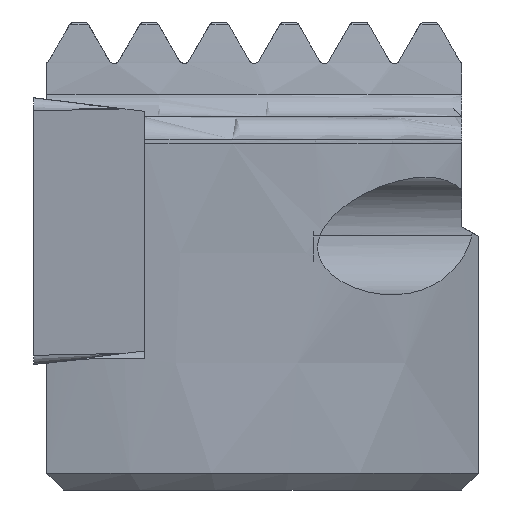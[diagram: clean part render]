
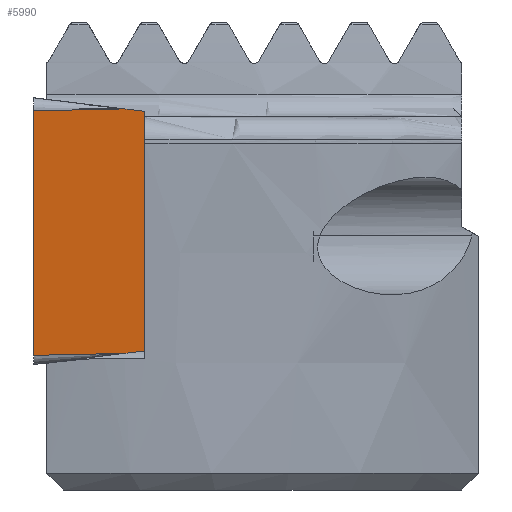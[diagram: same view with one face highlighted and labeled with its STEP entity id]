
A CAD part, left-side view. The second image highlights one B-rep face of the part: STEP entity #5990.
In plain terms, the highlighted planar face has unit normal (-0.978, -0.122, -0.172).
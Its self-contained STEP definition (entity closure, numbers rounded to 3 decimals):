
#5876=VERTEX_POINT('NONE',#15965);
#5990=ADVANCED_FACE('NONE',(#16085),#16086,.T.);
#6142=VERTEX_POINT('NONE',#16252);
#7534=VERTEX_POINT('NONE',#17784);
#8134=EDGE_CURVE('NONE',#11564,#6142,#18450,.T.);
#8744=EDGE_CURVE('NONE',#5876,#13564,#19116,.T.);
#9778=EDGE_CURVE('NONE',#13564,#7534,#20268,.T.);
#10980=EDGE_CURVE('NONE',#5876,#14292,#21586,.T.);
#11564=VERTEX_POINT('NONE',#22218);
#11958=EDGE_CURVE('NONE',#14292,#6142,#22654,.T.);
#13564=VERTEX_POINT('NONE',#24402);
#13610=EDGE_CURVE('NONE',#7534,#11564,#24451,.T.);
#14292=VERTEX_POINT('NONE',#25217);
#15965=CARTESIAN_POINT('',(0.504,-3.97,-0.487));
#16085=FACE_OUTER_BOUND('',#30301,.T.);
#16086=PLANE('',#30302);
#16252=CARTESIAN_POINT('',(0.006,0.,-0.469));
#17784=CARTESIAN_POINT('',(1.938,-3.258,-9.125));
#18450=LINE('',#38978,#38979);
#19116=LINE('',#41233,#41234);
#20268=LINE('',#45085,#45086);
#21586=LINE('',#49818,#49819);
#22218=CARTESIAN_POINT('',(1.545,0.,-9.194));
#22654=LINE('',#53786,#53787);
#24402=CARTESIAN_POINT('',(2.012,-3.97,-9.038));
#24451=LINE('',#59685,#59686);
#25217=CARTESIAN_POINT('',(0.4,-3.258,-0.4));
#30301=EDGE_LOOP('',(#67355,#67356,#67357,#67358,#67359,#67360));
#30302=AXIS2_PLACEMENT_3D('',#67361,#67362,#67363);
#38978=CARTESIAN_POINT('',(0.006,0.,-0.469));
#38979=VECTOR('',#69671,1000.0);
#41233=CARTESIAN_POINT('',(0.486,-3.97,-0.385));
#41234=VECTOR('',#70296,1000.0);
#45085=CARTESIAN_POINT('',(1.698,-0.924,-9.412));
#45086=VECTOR('',#71492,1000.0);
#49818=CARTESIAN_POINT('',(-0.067,-0.067,-0.008));
#49819=VECTOR('',#72788,1000.0);
#53786=CARTESIAN_POINT('',(0.006,0.,-0.469));
#53787=VECTOR('',#73769,1000.0);
#59685=CARTESIAN_POINT('',(1.545,0.,-9.194));
#59686=VECTOR('',#75346,1000.0);
#67355=ORIENTED_EDGE('',*,*,#8744,.F.);
#67356=ORIENTED_EDGE('',*,*,#10980,.T.);
#67357=ORIENTED_EDGE('',*,*,#11958,.T.);
#67358=ORIENTED_EDGE('',*,*,#8134,.F.);
#67359=ORIENTED_EDGE('',*,*,#13610,.F.);
#67360=ORIENTED_EDGE('',*,*,#9778,.F.);
#67361=CARTESIAN_POINT('',(0.006,0.,-0.469));
#67362=DIRECTION('',(-0.977,-0.122,-0.172));
#67363=DIRECTION('',(-0.174,0.,0.985));
#69671=DIRECTION('',(-0.174,0.0,0.985));
#70296=DIRECTION('',(0.174,0.0,-0.985));
#71492=DIRECTION('',(-0.102,0.987,-0.121));
#72788=DIRECTION('',(-0.144,0.982,0.121));
#73769=DIRECTION('',(-0.12,0.993,-0.021));
#75346=DIRECTION('',(-0.12,0.993,-0.021));
